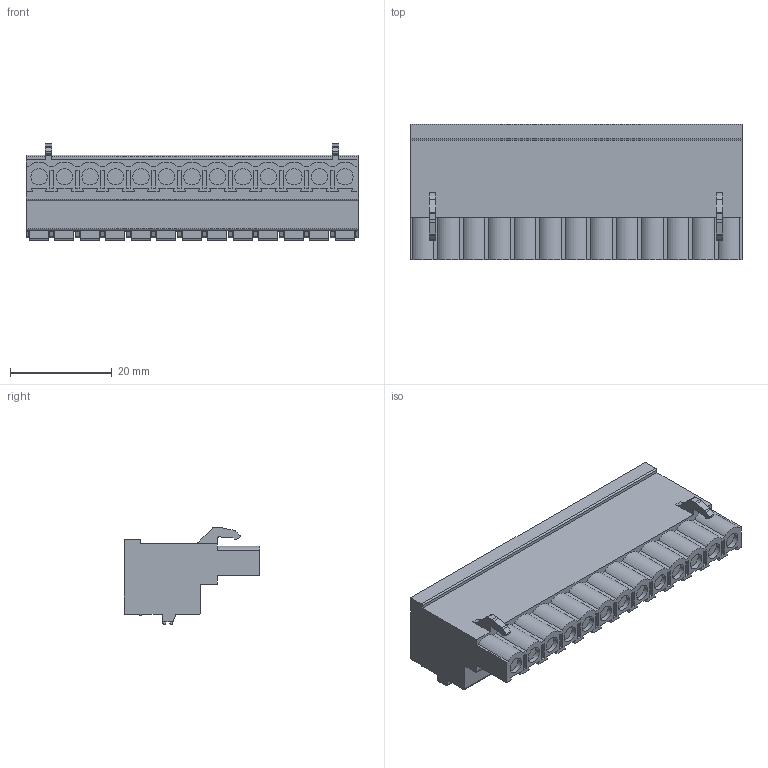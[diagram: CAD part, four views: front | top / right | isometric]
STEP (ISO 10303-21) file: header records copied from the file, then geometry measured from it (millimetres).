
FILE_DESCRIPTION((''),'2;1');
FILE_NAME('TLPS-201R-XXP-X','2024-09-23T11:03:30',('tluser'),(''),'CREO PARAMETRIC BY PTC INC, 2018100','CREO PARAMETRIC BY PTC INC, 2018100','');
FILE_SCHEMA(('CONFIG_CONTROL_DESIGN'));
Length unit declared in the file: millimetre
Products named in the file (1): TLPS-201R-XXP-X
Bounding box: 65.1 x 26.6 x 19 mm (x, y, z)
Volume: 17649.5 mm3; surface area: 7745.3 mm2
Topology: 1 solids, 1 shells, 747 faces, 1935 edges, 1290 vertices
Faces by surface type: plane 503, cylinder 244
Entity records: 22851 total; most frequent: CARTESIAN_POINT 4000, DIRECTION 3909, ORIENTED_EDGE 3870, EDGE_CURVE 1935, VECTOR 1447, LINE 1447, VERTEX_POINT 1290, AXIS2_PLACEMENT_3D 1231
